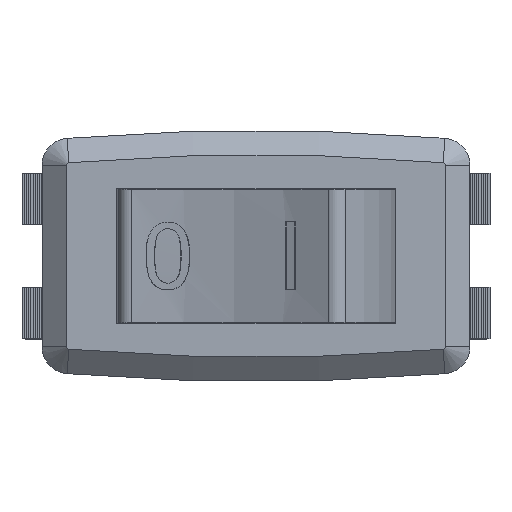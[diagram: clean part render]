
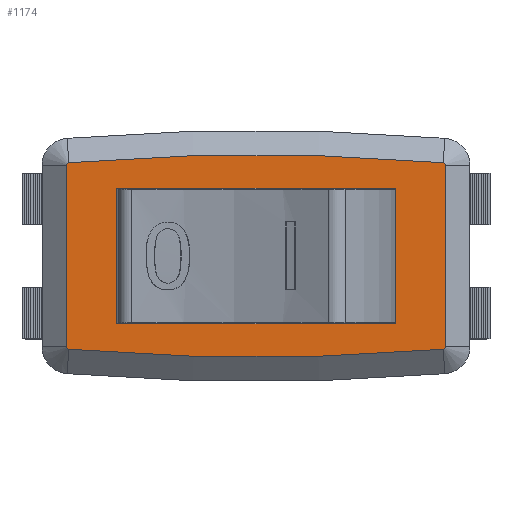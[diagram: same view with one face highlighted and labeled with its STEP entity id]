
A CAD part, top view. The second image highlights one B-rep face of the part: STEP entity #1174.
In plain terms, the highlighted planar face has unit normal (0, 0, 1).
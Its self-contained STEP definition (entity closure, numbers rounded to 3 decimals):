
#1174 = ADVANCED_FACE( '', ( #2460, #2461 ), #2462, .T. );
#2460 = FACE_OUTER_BOUND( '', #4239, .T. );
#2461 = FACE_BOUND( '', #4240, .T. );
#2462 = PLANE( '', #4241 );
#4239 = EDGE_LOOP( '', ( #8285, #8286, #8287, #8288, #8289, #8290, #8291, #8292 ) );
#4240 = EDGE_LOOP( '', ( #8293, #8294, #8295, #8296 ) );
#4241 = AXIS2_PLACEMENT_3D( '', #8297, #8298, #8299 );
#8285 = ORIENTED_EDGE( '', *, *, #10976, .T. );
#8286 = ORIENTED_EDGE( '', *, *, #10900, .T. );
#8287 = ORIENTED_EDGE( '', *, *, #10977, .T. );
#8288 = ORIENTED_EDGE( '', *, *, #10674, .T. );
#8289 = ORIENTED_EDGE( '', *, *, #10594, .T. );
#8290 = ORIENTED_EDGE( '', *, *, #10792, .T. );
#8291 = ORIENTED_EDGE( '', *, *, #10978, .T. );
#8292 = ORIENTED_EDGE( '', *, *, #10865, .T. );
#8293 = ORIENTED_EDGE( '', *, *, #10979, .T. );
#8294 = ORIENTED_EDGE( '', *, *, #10826, .T. );
#8295 = ORIENTED_EDGE( '', *, *, #10955, .T. );
#8296 = ORIENTED_EDGE( '', *, *, #10343, .T. );
#8297 = CARTESIAN_POINT( '', ( -15.75, -9.25, 22.5 ) );
#8298 = DIRECTION( '', ( 0., 0., 1. ) );
#8299 = DIRECTION( '', ( 1., 0., 0. ) );
#10343 = EDGE_CURVE( '', #12523, #12524, #12525, .T. );
#10594 = EDGE_CURVE( '', #12889, #12887, #12890, .T. );
#10674 = EDGE_CURVE( '', #13002, #12889, #13003, .T. );
#10792 = EDGE_CURVE( '', #12887, #13158, #13160, .T. );
#10826 = EDGE_CURVE( '', #13202, #13203, #13204, .T. );
#10865 = EDGE_CURVE( '', #13250, #13253, #13255, .T. );
#10900 = EDGE_CURVE( '', #13300, #13298, #13301, .T. );
#10955 = EDGE_CURVE( '', #13203, #12523, #13365, .T. );
#10976 = EDGE_CURVE( '', #13253, #13300, #13386, .T. );
#10977 = EDGE_CURVE( '', #13298, #13002, #13387, .T. );
#10978 = EDGE_CURVE( '', #13158, #13250, #13388, .T. );
#10979 = EDGE_CURVE( '', #12524, #13202, #13389, .T. );
#12523 = VERTEX_POINT( '', #16346 );
#12524 = VERTEX_POINT( '', #16347 );
#12525 = LINE( '', #16348, #16349 );
#12887 = VERTEX_POINT( '', #16976 );
#12889 = VERTEX_POINT( '', #16979 );
#12890 = CIRCLE( '', #16980, 0.2 );
#13002 = VERTEX_POINT( '', #17158 );
#13003 = LINE( '', #17159, #17160 );
#13158 = VERTEX_POINT( '', #17478 );
#13160 = CIRCLE( '', #17481, 163.95 );
#13202 = VERTEX_POINT( '', #17610 );
#13203 = VERTEX_POINT( '', #17611 );
#13204 = LINE( '', #17612, #17613 );
#13250 = VERTEX_POINT( '', #17685 );
#13253 = VERTEX_POINT( '', #17690 );
#13255 = LINE( '', #17693, #17694 );
#13298 = VERTEX_POINT( '', #17796 );
#13300 = VERTEX_POINT( '', #17799 );
#13301 = CIRCLE( '', #17800, 163.95 );
#13365 = LINE( '', #17903, #17904 );
#13386 = CIRCLE( '', #17933, 0.2 );
#13387 = CIRCLE( '', #17934, 0.2 );
#13388 = CIRCLE( '', #17935, 0.2 );
#13389 = LINE( '', #17936, #17937 );
#16346 = CARTESIAN_POINT( '', ( -10.25, -5., 22.5 ) );
#16347 = CARTESIAN_POINT( '', ( -10.25, 5., 22.5 ) );
#16348 = CARTESIAN_POINT( '', ( -10.25, -5., 22.5 ) );
#16349 = VECTOR( '', #18944, 1000. );
#16976 = CARTESIAN_POINT( '', ( -13.767, -6.871, 22.5 ) );
#16979 = CARTESIAN_POINT( '', ( -13.95, -6.672, 22.5 ) );
#16980 = AXIS2_PLACEMENT_3D( '', #19157, #19158, #19159 );
#17158 = CARTESIAN_POINT( '', ( -13.95, 6.672, 22.5 ) );
#17159 = CARTESIAN_POINT( '', ( -13.95, -9.25, 22.5 ) );
#17160 = VECTOR( '', #19227, 1000. );
#17478 = CARTESIAN_POINT( '', ( 13.767, -6.871, 22.5 ) );
#17481 = AXIS2_PLACEMENT_3D( '', #19325, #19326, #19327 );
#17610 = CARTESIAN_POINT( '', ( 10.25, 5., 22.5 ) );
#17611 = CARTESIAN_POINT( '', ( 10.25, -5., 22.5 ) );
#17612 = CARTESIAN_POINT( '', ( 10.25, 5., 22.5 ) );
#17613 = VECTOR( '', #19343, 1000. );
#17685 = CARTESIAN_POINT( '', ( 13.95, -6.672, 22.5 ) );
#17690 = CARTESIAN_POINT( '', ( 13.95, 6.672, 22.5 ) );
#17693 = CARTESIAN_POINT( '', ( 13.95, -9.25, 22.5 ) );
#17694 = VECTOR( '', #19369, 1000. );
#17796 = CARTESIAN_POINT( '', ( -13.767, 6.871, 22.5 ) );
#17799 = CARTESIAN_POINT( '', ( 13.767, 6.871, 22.5 ) );
#17800 = AXIS2_PLACEMENT_3D( '', #19388, #19389, #19390 );
#17903 = CARTESIAN_POINT( '', ( 10.25, -5., 22.5 ) );
#17904 = VECTOR( '', #19427, 1000. );
#17933 = AXIS2_PLACEMENT_3D( '', #19442, #19443, #19444 );
#17934 = AXIS2_PLACEMENT_3D( '', #19445, #19446, #19447 );
#17935 = AXIS2_PLACEMENT_3D( '', #19448, #19449, #19450 );
#17936 = CARTESIAN_POINT( '', ( -10.25, 5., 22.5 ) );
#17937 = VECTOR( '', #19451, 1000. );
#18944 = DIRECTION( '', ( 0., 1., 0. ) );
#19157 = CARTESIAN_POINT( '', ( -13.75, -6.672, 22.5 ) );
#19158 = DIRECTION( '', ( 0., 0., 1. ) );
#19159 = DIRECTION( '', ( 1., 0., 0. ) );
#19227 = DIRECTION( '', ( 0., -1., 0. ) );
#19325 = CARTESIAN_POINT( '', ( 0., 156.5, 22.5 ) );
#19326 = DIRECTION( '', ( 0., 0., 1. ) );
#19327 = DIRECTION( '', ( 1., 0., 0. ) );
#19343 = DIRECTION( '', ( 0., -1., 0. ) );
#19369 = DIRECTION( '', ( 0., 1., 0. ) );
#19388 = CARTESIAN_POINT( '', ( 0., -156.5, 22.5 ) );
#19389 = DIRECTION( '', ( 0., 0., 1. ) );
#19390 = DIRECTION( '', ( 1., 0., 0. ) );
#19427 = DIRECTION( '', ( -1., 0., 0. ) );
#19442 = CARTESIAN_POINT( '', ( 13.75, 6.672, 22.5 ) );
#19443 = DIRECTION( '', ( 0., 0., 1. ) );
#19444 = DIRECTION( '', ( 1., 0., 0. ) );
#19445 = CARTESIAN_POINT( '', ( -13.75, 6.672, 22.5 ) );
#19446 = DIRECTION( '', ( 0., 0., 1. ) );
#19447 = DIRECTION( '', ( 1., 0., 0. ) );
#19448 = CARTESIAN_POINT( '', ( 13.75, -6.672, 22.5 ) );
#19449 = DIRECTION( '', ( 0., 0., 1. ) );
#19450 = DIRECTION( '', ( 1., 0., 0. ) );
#19451 = DIRECTION( '', ( 1., 0., 0. ) );
